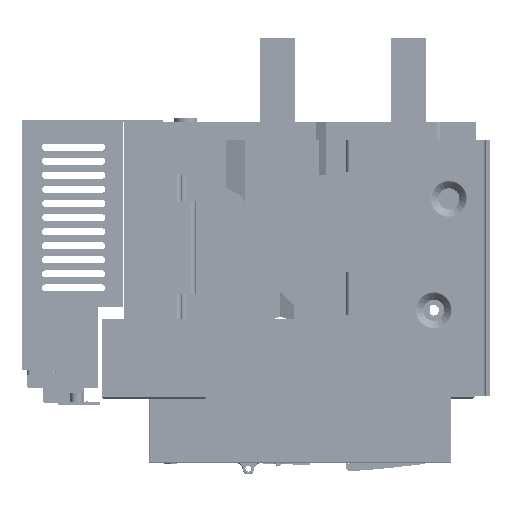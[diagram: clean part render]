
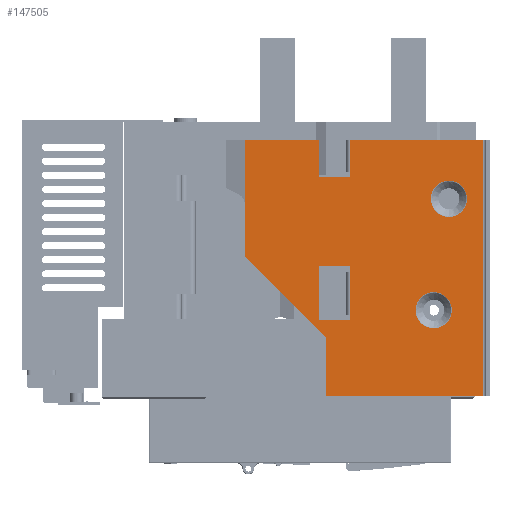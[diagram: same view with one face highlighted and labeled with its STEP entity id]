
A CAD part, left-side view. The second image highlights one B-rep face of the part: STEP entity #147505.
In plain terms, the highlighted planar face has unit normal (-1, 0, 0).
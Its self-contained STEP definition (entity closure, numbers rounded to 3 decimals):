
#27385=DIRECTION('',(0.,-1.,0.));
#27386=VECTOR('',#27385,134.);
#27387=CARTESIAN_POINT('',(3.,128.,-193.5));
#27388=LINE('',#27387,#27386);
#27473=DIRECTION('',(0.,1.,0.));
#27474=VECTOR('',#27473,113.5);
#27475=CARTESIAN_POINT('',(3.,-6.,24.5));
#27476=LINE('',#27475,#27474);
#27780=DIRECTION('',(0.,0.,-1.));
#27781=VECTOR('',#27780,27.);
#27782=CARTESIAN_POINT('',(3.,107.5,24.5));
#27783=LINE('',#27782,#27781);
#27788=DIRECTION('',(0.,0.,1.));
#27789=VECTOR('',#27788,50.);
#27790=CARTESIAN_POINT('',(3.,128.,-193.5));
#27791=LINE('',#27790,#27789);
#27792=DIRECTION('',(0.,0.707,0.707));
#27793=VECTOR('',#27792,97.581);
#27794=CARTESIAN_POINT('',(3.,128.,-143.5));
#27795=LINE('',#27794,#27793);
#27796=DIRECTION('',(0.,0.,1.));
#27797=VECTOR('',#27796,44.);
#27798=CARTESIAN_POINT('',(3.,197.,-74.5));
#27799=LINE('',#27798,#27797);
#27800=DIRECTION('',(0.,0.,1.));
#27801=VECTOR('',#27800,55.);
#27802=CARTESIAN_POINT('',(3.,197.,
-30.5));
#27803=LINE('',#27802,#27801);
#27804=DIRECTION('',(0.,-1.,0.));
#27805=VECTOR('',#27804,63.);
#27806=CARTESIAN_POINT('',(3.,197.,24.5));
#27807=LINE('',#27806,#27805);
#27808=DIRECTION('',(0.,0.,-1.));
#27809=VECTOR('',#27808,31.);
#27810=CARTESIAN_POINT('',(3.,134.,24.5));
#27811=LINE('',#27810,#27809);
#27812=DIRECTION('',(0.,-1.,0.));
#27813=VECTOR('',#27812,26.5);
#27814=CARTESIAN_POINT('',(3.,134.,-6.5));
#27815=LINE('',#27814,#27813);
#27816=DIRECTION('',(0.,0.,1.));
#27817=VECTOR('',#27816,4.);
#27818=CARTESIAN_POINT('',(3.,107.5,-6.5));
#27819=LINE('',#27818,#27817);
#27820=CARTESIAN_POINT('',(3.,36.,-120.5));
#27821=DIRECTION('',(-1.,0.,0.));
#27822=DIRECTION('',(0.,0.,1.));
#27823=AXIS2_PLACEMENT_3D('',#27820,#27821,#27822);
#27825=CARTESIAN_POINT('',(3.,36.,-120.5));
#27826=DIRECTION('',(-1.,0.,0.));
#27827=DIRECTION('',(0.,0.042,-0.999));
#27828=AXIS2_PLACEMENT_3D('',#27825,#27826,#27827);
#27830=CARTESIAN_POINT('',(3.,36.,-120.5));
#27831=DIRECTION('',(-1.,0.,0.));
#27832=DIRECTION('',(0.,0.,-1.));
#27833=AXIS2_PLACEMENT_3D('',#27830,#27831,#27832);
#27835=CARTESIAN_POINT('',(3.,36.,-120.5));
#27836=DIRECTION('',(-1.,0.,0.));
#27837=DIRECTION('',(0.,-0.042,0.999));
#27838=AXIS2_PLACEMENT_3D('',#27835,#27836,#27837);
#27840=CARTESIAN_POINT('',(3.,23.,-25.5));
#27841=DIRECTION('',(-1.,0.,0.));
#27842=DIRECTION('',(0.,0.,1.));
#27843=AXIS2_PLACEMENT_3D('',#27840,#27841,#27842);
#27845=CARTESIAN_POINT('',(3.,23.,-25.5));
#27846=DIRECTION('',(-1.,0.,0.));
#27847=DIRECTION('',(0.,0.042,-0.999));
#27848=AXIS2_PLACEMENT_3D('',#27845,#27846,#27847);
#27850=CARTESIAN_POINT('',(3.,23.,-25.5));
#27851=DIRECTION('',(-1.,0.,0.));
#27852=DIRECTION('',(0.,0.,-1.));
#27853=AXIS2_PLACEMENT_3D('',#27850,#27851,#27852);
#27855=CARTESIAN_POINT('',(3.,23.,-25.5));
#27856=DIRECTION('',(-1.,0.,0.));
#27857=DIRECTION('',(0.,-0.042,0.999));
#27858=AXIS2_PLACEMENT_3D('',#27855,#27856,#27857);
#27860=DIRECTION('',(0.,0.,1.));
#27861=VECTOR('',#27860,4.5);
#27862=CARTESIAN_POINT('',(3.,107.5,-87.5));
#27863=LINE('',#27862,#27861);
#27864=DIRECTION('',(0.,1.,0.));
#27865=VECTOR('',#27864,26.5);
#27866=CARTESIAN_POINT('',(3.,107.5,-83.));
#27867=LINE('',#27866,#27865);
#27868=DIRECTION('',(0.,0.,-1.));
#27869=VECTOR('',#27868,45.5);
#27870=CARTESIAN_POINT('',(3.,134.,-83.));
#27871=LINE('',#27870,#27869);
#27872=DIRECTION('',(0.,-1.,0.));
#27873=VECTOR('',#27872,26.5);
#27874=CARTESIAN_POINT('',(3.,134.,-128.5));
#27875=LINE('',#27874,#27873);
#27876=DIRECTION('',(0.,0.,1.));
#27877=VECTOR('',#27876,4.);
#27878=CARTESIAN_POINT('',(3.,107.5,-128.5));
#27879=LINE('',#27878,#27877);
#27880=DIRECTION('',(0.,0.,1.));
#27881=VECTOR('',#27880,218.);
#27882=CARTESIAN_POINT('',(3.,-6.,-193.5));
#27883=LINE('',#27882,#27881);
#28269=DIRECTION('',(0.,0.,-1.));
#28270=VECTOR('',#28269,37.);
#28271=CARTESIAN_POINT('',(3.,107.5,-87.5));
#28272=LINE('',#28271,#28270);
#103596=CARTESIAN_POINT('',(3.,134.,24.5));
#103597=VERTEX_POINT('',#103596);
#103598=CARTESIAN_POINT('',(3.,197.,24.5));
#103599=VERTEX_POINT('',#103598);
#103674=CARTESIAN_POINT('',(3.,128.,-193.5));
#103675=VERTEX_POINT('',#103674);
#103676=CARTESIAN_POINT('',(3.,-6.,-193.5));
#103677=VERTEX_POINT('',#103676);
#103704=CARTESIAN_POINT('',(3.,-6.,24.5));
#103705=VERTEX_POINT('',#103704);
#103706=CARTESIAN_POINT('',(3.,107.5,24.5));
#103707=VERTEX_POINT('',#103706);
#103768=CARTESIAN_POINT('',(3.,107.5,-2.5));
#103769=VERTEX_POINT('',#103768);
#103770=CARTESIAN_POINT('',(3.,128.,-143.5));
#103771=VERTEX_POINT('',#103770);
#103772=CARTESIAN_POINT('',(3.,197.,-74.5));
#103773=VERTEX_POINT('',#103772);
#103774=CARTESIAN_POINT('',(3.,197.,
-30.5));
#103775=VERTEX_POINT('',#103774);
#103776=CARTESIAN_POINT('',(3.,134.,-6.5));
#103777=VERTEX_POINT('',#103776);
#103778=CARTESIAN_POINT('',(3.,107.5,-6.5));
#103779=VERTEX_POINT('',#103778);
#103780=CARTESIAN_POINT('',(3.,36.,-105.086));
#103781=CARTESIAN_POINT('',(3.,36.64,
-135.901));
#103782=VERTEX_POINT('',#103780);
#103783=VERTEX_POINT('',#103781);
#103784=CARTESIAN_POINT('',(3.,36.,-135.914));
#103785=VERTEX_POINT('',#103784);
#103786=CARTESIAN_POINT('',(3.,35.36,
-105.099));
#103787=VERTEX_POINT('',#103786);
#103788=CARTESIAN_POINT('',(3.,23.,-10.086));
#103789=CARTESIAN_POINT('',(3.,23.64,
-40.901));
#103790=VERTEX_POINT('',#103788);
#103791=VERTEX_POINT('',#103789);
#103792=CARTESIAN_POINT('',(3.,23.,-40.914));
#103793=VERTEX_POINT('',#103792);
#103794=CARTESIAN_POINT('',(3.,22.36,
-10.099));
#103795=VERTEX_POINT('',#103794);
#103796=CARTESIAN_POINT('',(3.,107.5,-87.5));
#103797=CARTESIAN_POINT('',(3.,107.5,-124.5));
#103798=VERTEX_POINT('',#103796);
#103799=VERTEX_POINT('',#103797);
#103800=CARTESIAN_POINT('',(3.,107.5,-83.));
#103801=VERTEX_POINT('',#103800);
#103802=CARTESIAN_POINT('',(3.,134.,-83.));
#103803=VERTEX_POINT('',#103802);
#103804=CARTESIAN_POINT('',(3.,134.,-128.5));
#103805=VERTEX_POINT('',#103804);
#103806=CARTESIAN_POINT('',(3.,107.5,-128.5));
#103807=VERTEX_POINT('',#103806);
#147444=CARTESIAN_POINT('',(3.,95.5,-84.5));
#147445=DIRECTION('',(1.,0.,0.));
#147446=DIRECTION('',(0.,1.,0.));
#147447=AXIS2_PLACEMENT_3D('',#147444,#147445,#147446);
#147448=PLANE('',#147447);
#147450=ORIENTED_EDGE('',*,*,#147449,.F.);
#147451=ORIENTED_EDGE('',*,*,#146924,.F.);
#147453=ORIENTED_EDGE('',*,*,#147452,.T.);
#147455=ORIENTED_EDGE('',*,*,#147454,.T.);
#147457=ORIENTED_EDGE('',*,*,#147456,.T.);
#147459=ORIENTED_EDGE('',*,*,#147458,.T.);
#147460=ORIENTED_EDGE('',*,*,#146781,.T.);
#147462=ORIENTED_EDGE('',*,*,#147461,.T.);
#147464=ORIENTED_EDGE('',*,*,#147463,.T.);
#147466=ORIENTED_EDGE('',*,*,#147465,.T.);
#147467=ORIENTED_EDGE('',*,*,#147435,.F.);
#147468=ORIENTED_EDGE('',*,*,#146989,.F.);
#147469=EDGE_LOOP('',(#147450,#147451,#147453,#147455,#147457,#147459,#147460,
#147462,#147464,#147466,#147467,#147468));
#147470=FACE_OUTER_BOUND('',#147469,.F.);
#147472=ORIENTED_EDGE('',*,*,#147471,.T.);
#147474=ORIENTED_EDGE('',*,*,#147473,.T.);
#147476=ORIENTED_EDGE('',*,*,#147475,.T.);
#147478=ORIENTED_EDGE('',*,*,#147477,.T.);
#147479=EDGE_LOOP('',(#147472,#147474,#147476,#147478));
#147480=FACE_BOUND('',#147479,.F.);
#147482=ORIENTED_EDGE('',*,*,#147481,.T.);
#147484=ORIENTED_EDGE('',*,*,#147483,.T.);
#147486=ORIENTED_EDGE('',*,*,#147485,.T.);
#147488=ORIENTED_EDGE('',*,*,#147487,.T.);
#147489=EDGE_LOOP('',(#147482,#147484,#147486,#147488));
#147490=FACE_BOUND('',#147489,.F.);
#147492=ORIENTED_EDGE('',*,*,#147491,.F.);
#147494=ORIENTED_EDGE('',*,*,#147493,.T.);
#147496=ORIENTED_EDGE('',*,*,#147495,.T.);
#147498=ORIENTED_EDGE('',*,*,#147497,.T.);
#147500=ORIENTED_EDGE('',*,*,#147499,.T.);
#147502=ORIENTED_EDGE('',*,*,#147501,.T.);
#147503=EDGE_LOOP('',(#147492,#147494,#147496,#147498,#147500,#147502));
#147504=FACE_BOUND('',#147503,.F.);
#147505=ADVANCED_FACE('',(#147470,#147480,#147490,#147504),#147448,.F.);
#27824=CIRCLE('',#27823,15.414);
#27829=CIRCLE('',#27828,15.414);
#27834=CIRCLE('',#27833,15.414);
#27839=CIRCLE('',#27838,15.414);
#27844=CIRCLE('',#27843,15.414);
#27849=CIRCLE('',#27848,15.414);
#27854=CIRCLE('',#27853,15.414);
#27859=CIRCLE('',#27858,15.414);
#146781=EDGE_CURVE('',#103599,#103597,#27807,.T.);
#146924=EDGE_CURVE('',#103675,#103677,#27388,.T.);
#146989=EDGE_CURVE('',#103705,#103707,#27476,.T.);
#147435=EDGE_CURVE('',#103707,#103769,#27783,.T.);
#147449=EDGE_CURVE('',#103677,#103705,#27883,.T.);
#147452=EDGE_CURVE('',#103675,#103771,#27791,.T.);
#147454=EDGE_CURVE('',#103771,#103773,#27795,.T.);
#147456=EDGE_CURVE('',#103773,#103775,#27799,.T.);
#147458=EDGE_CURVE('',#103775,#103599,#27803,.T.);
#147461=EDGE_CURVE('',#103597,#103777,#27811,.T.);
#147463=EDGE_CURVE('',#103777,#103779,#27815,.T.);
#147465=EDGE_CURVE('',#103779,#103769,#27819,.T.);
#147471=EDGE_CURVE('',#103782,#103783,#27824,.T.);
#147473=EDGE_CURVE('',#103783,#103785,#27829,.T.);
#147475=EDGE_CURVE('',#103785,#103787,#27834,.T.);
#147477=EDGE_CURVE('',#103787,#103782,#27839,.T.);
#147481=EDGE_CURVE('',#103790,#103791,#27844,.T.);
#147483=EDGE_CURVE('',#103791,#103793,#27849,.T.);
#147485=EDGE_CURVE('',#103793,#103795,#27854,.T.);
#147487=EDGE_CURVE('',#103795,#103790,#27859,.T.);
#147491=EDGE_CURVE('',#103798,#103799,#28272,.T.);
#147493=EDGE_CURVE('',#103798,#103801,#27863,.T.);
#147495=EDGE_CURVE('',#103801,#103803,#27867,.T.);
#147497=EDGE_CURVE('',#103803,#103805,#27871,.T.);
#147499=EDGE_CURVE('',#103805,#103807,#27875,.T.);
#147501=EDGE_CURVE('',#103807,#103799,#27879,.T.);
